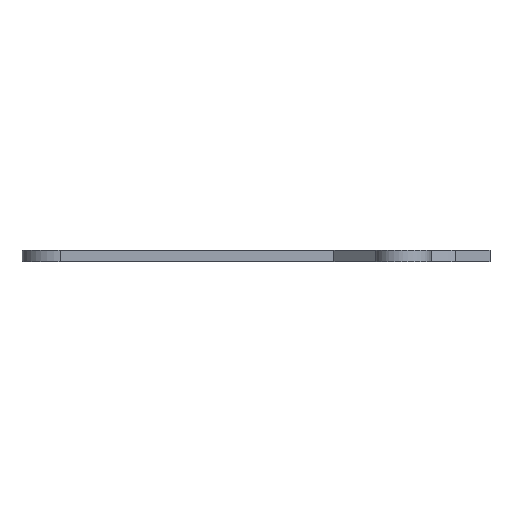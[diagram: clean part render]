
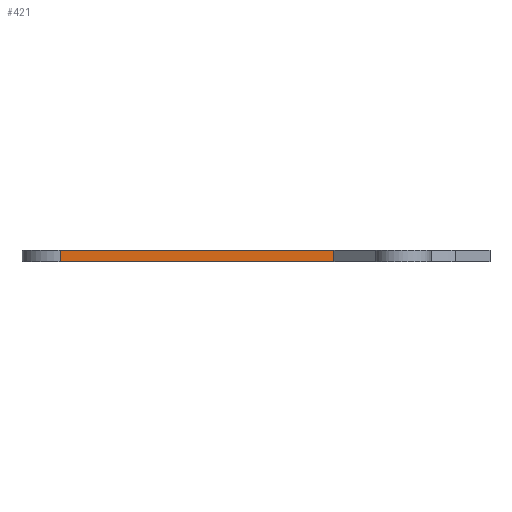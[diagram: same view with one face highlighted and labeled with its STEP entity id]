
A CAD part, front view. The second image highlights one B-rep face of the part: STEP entity #421.
In plain terms, the highlighted planar face has unit normal (0, -1, 0).
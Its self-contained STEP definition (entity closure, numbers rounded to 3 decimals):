
#197 = PLANE ( 'NONE',  #814 ) ;
#201 = CARTESIAN_POINT ( 'NONE',  ( -99., -11., -3.2 ) ) ;
#202 = DIRECTION ( 'NONE',  ( 0., -1., 0. ) ) ;
#203 = DIRECTION ( 'NONE',  ( 1., 0., 0. ) ) ;
#204 = LINE ( 'NONE', #205, #871 ) ;
#205 = CARTESIAN_POINT ( 'NONE',  ( -99., -11., -3.2 ) ) ;
#206 = DIRECTION ( 'NONE',  ( 0., 0., 1. ) ) ;
#208 = LINE ( 'NONE', #209, #835 ) ;
#209 = CARTESIAN_POINT ( 'NONE',  ( -99., -11., 0. ) ) ;
#210 = DIRECTION ( 'NONE',  ( 1., 0., 0. ) ) ;
#214 = LINE ( 'NONE', #215, #840 ) ;
#215 = CARTESIAN_POINT ( 'NONE',  ( -99., -11., -3.2 ) ) ;
#216 = DIRECTION ( 'NONE',  ( 1., 0., 0. ) ) ;
#245 = LINE ( 'NONE', #246, #839 ) ;
#246 = CARTESIAN_POINT ( 'NONE',  ( -20., -11., -3.2 ) ) ;
#247 = DIRECTION ( 'NONE',  ( 0., 0., 1. ) ) ;
#307 = CARTESIAN_POINT ( 'NONE',  ( -20., -11., -3.2 ) ) ;
#324 = CARTESIAN_POINT ( 'NONE',  ( -99., -11., 0. ) ) ;
#336 = CARTESIAN_POINT ( 'NONE',  ( -20., -11., 0. ) ) ;
#338 = CARTESIAN_POINT ( 'NONE',  ( -99., -11., -3.2 ) ) ;
#421 = ADVANCED_FACE ( 'NONE', ( #827 ), #197, .T. ) ;
#422 = EDGE_CURVE ( 'NONE', #540, #526, #204, .T. ) ;
#423 = EDGE_CURVE ( 'NONE', #526, #538, #208, .T. ) ;
#425 = EDGE_CURVE ( 'NONE', #540, #524, #214, .T. ) ;
#435 = EDGE_CURVE ( 'NONE', #524, #538, #245, .T. ) ;
#524 = VERTEX_POINT ( 'NONE', #307 ) ;
#526 = VERTEX_POINT ( 'NONE', #324 ) ;
#538 = VERTEX_POINT ( 'NONE', #336 ) ;
#540 = VERTEX_POINT ( 'NONE', #338 ) ;
#604 = EDGE_LOOP ( 'NONE', ( #681, #683, #682, #684 ) ) ;
#681 = ORIENTED_EDGE ( 'NONE', *, *, #423, .F. ) ;
#682 = ORIENTED_EDGE ( 'NONE', *, *, #425, .T. ) ;
#683 = ORIENTED_EDGE ( 'NONE', *, *, #422, .F. ) ;
#684 = ORIENTED_EDGE ( 'NONE', *, *, #435, .T. ) ;
#814 = AXIS2_PLACEMENT_3D ( 'NONE', #201, #202, #203 ) ;
#827 = FACE_OUTER_BOUND ( 'NONE', #604, .T. ) ;
#835 = VECTOR ( 'NONE', #210, 1000. ) ;
#839 = VECTOR ( 'NONE', #247, 1000. ) ;
#840 = VECTOR ( 'NONE', #216, 1000. ) ;
#871 = VECTOR ( 'NONE', #206, 1000. ) ;
